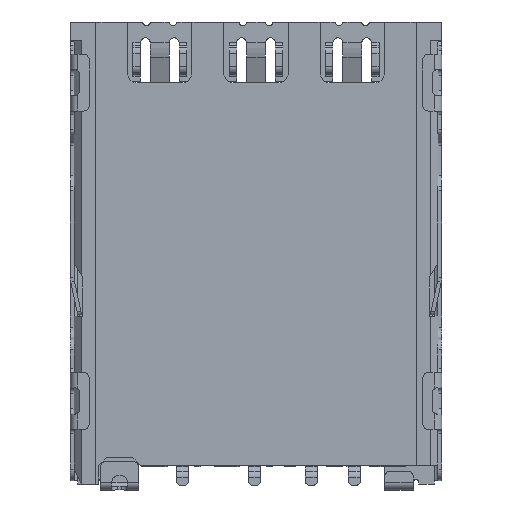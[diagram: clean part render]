
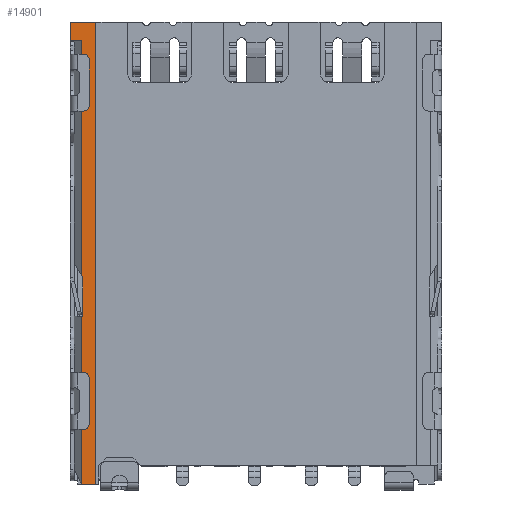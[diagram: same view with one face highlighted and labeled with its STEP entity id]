
A CAD part, front view. The second image highlights one B-rep face of the part: STEP entity #14901.
In plain terms, the highlighted planar face has unit normal (0, -1, 0).
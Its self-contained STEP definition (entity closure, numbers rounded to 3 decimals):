
#12 = VERTEX_POINT ( 'NONE', #17203 ) ;
#120 = VERTEX_POINT ( 'NONE', #10131 ) ;
#272 = VECTOR ( 'NONE', #7983, 1000. ) ;
#1196 = DIRECTION ( 'NONE',  ( 1., 0., 0. ) ) ;
#1338 = CARTESIAN_POINT ( 'NONE',  ( -4.607, 0.15, 6.175 ) ) ;
#1809 = VERTEX_POINT ( 'NONE', #21563 ) ;
#2211 = EDGE_CURVE ( 'NONE', #25611, #13545, #21980, .T. ) ;
#2398 = EDGE_CURVE ( 'NONE', #1809, #120, #6837, .T. ) ;
#2588 = VECTOR ( 'NONE', #15548, 1000. ) ;
#3068 = LINE ( 'NONE', #10784, #12695 ) ;
#3189 = CARTESIAN_POINT ( 'NONE',  ( -4.6, 0.15, -0.524 ) ) ;
#3608 = ORIENTED_EDGE ( 'NONE', *, *, #2211, .F. ) ;
#3846 = VERTEX_POINT ( 'NONE', #18444 ) ;
#3951 = VECTOR ( 'NONE', #19153, 1000. ) ;
#5198 = ORIENTED_EDGE ( 'NONE', *, *, #5930, .F. ) ;
#5373 = ORIENTED_EDGE ( 'NONE', *, *, #27277, .T. ) ;
#5864 = CARTESIAN_POINT ( 'NONE',  ( 0., 0.15, 0. ) ) ;
#5930 = EDGE_CURVE ( 'NONE', #3846, #22665, #15424, .T. ) ;
#6660 = VECTOR ( 'NONE', #9106, 1000. ) ;
#6699 = VERTEX_POINT ( 'NONE', #29513 ) ;
#6837 = LINE ( 'NONE', #30234, #10185 ) ;
#6989 = CARTESIAN_POINT ( 'NONE',  ( -4.9, 0.15, 6.175 ) ) ;
#7104 = EDGE_CURVE ( 'NONE', #12, #6699, #9511, .T. ) ;
#7537 = CARTESIAN_POINT ( 'NONE',  ( 6.403, 0.15, 5.675 ) ) ;
#7840 = EDGE_CURVE ( 'NONE', #25611, #13897, #26578, .T. ) ;
#7983 = DIRECTION ( 'NONE',  ( -1., 0., 0. ) ) ;
#8707 = DIRECTION ( 'NONE',  ( -1., 0., 0. ) ) ;
#9106 = DIRECTION ( 'NONE',  ( 0., 0., -1. ) ) ;
#9348 = DIRECTION ( 'NONE',  ( -1., 0., 0. ) ) ;
#9511 = LINE ( 'NONE', #14121, #21355 ) ;
#9651 = CARTESIAN_POINT ( 'NONE',  ( -4.6, 0.15, 5.675 ) ) ;
#9773 = CARTESIAN_POINT ( 'NONE',  ( -4.568, 0.15, 0. ) ) ;
#9898 = ORIENTED_EDGE ( 'NONE', *, *, #7104, .T. ) ;
#10131 = CARTESIAN_POINT ( 'NONE',  ( -4.6, 0.15, -6.025 ) ) ;
#10185 = VECTOR ( 'NONE', #8707, 1000. ) ;
#10552 = EDGE_LOOP ( 'NONE', ( #19449, #28576, #19448, #9898, #5373, #16641, #16518, #5198, #24158, #3608 ) ) ;
#10784 = CARTESIAN_POINT ( 'NONE',  ( -3.671, 0.15, -2.127 ) ) ;
#10997 = CARTESIAN_POINT ( 'NONE',  ( -4.6, 0.15, -5.525 ) ) ;
#11657 = VECTOR ( 'NONE', #1196, 1000. ) ;
#12695 = VECTOR ( 'NONE', #28942, 1000. ) ;
#13114 = DIRECTION ( 'NONE',  ( 1., 0., 0. ) ) ;
#13545 = VERTEX_POINT ( 'NONE', #19711 ) ;
#13897 = VERTEX_POINT ( 'NONE', #3189 ) ;
#14121 = CARTESIAN_POINT ( 'NONE',  ( 0., 0.15, -1.591 ) ) ;
#14901 = ADVANCED_FACE ( 'NONE', ( #24787 ), #29413, .T. ) ;
#15254 = CARTESIAN_POINT ( 'NONE',  ( -4.225, 0.15, -5.525 ) ) ;
#15424 = LINE ( 'NONE', #1338, #11657 ) ;
#15548 = DIRECTION ( 'NONE',  ( 0., 0., 1. ) ) ;
#16518 = ORIENTED_EDGE ( 'NONE', *, *, #22318, .T. ) ;
#16641 = ORIENTED_EDGE ( 'NONE', *, *, #2398, .F. ) ;
#16772 = CARTESIAN_POINT ( 'NONE',  ( -4.225, 0.15, 6.175 ) ) ;
#17203 = CARTESIAN_POINT ( 'NONE',  ( -4.568, 0.15, -1.591 ) ) ;
#18086 = DIRECTION ( 'NONE',  ( 0., 0., 1. ) ) ;
#18444 = CARTESIAN_POINT ( 'NONE',  ( -4.9, 0.15, 6.175 ) ) ;
#19153 = DIRECTION ( 'NONE',  ( 0., 0., -1. ) ) ;
#19448 = ORIENTED_EDGE ( 'NONE', *, *, #20844, .T. ) ;
#19449 = ORIENTED_EDGE ( 'NONE', *, *, #7840, .T. ) ;
#19711 = CARTESIAN_POINT ( 'NONE',  ( -4.9, 0.15, 5.675 ) ) ;
#20844 = EDGE_CURVE ( 'NONE', #21638, #12, #21437, .T. ) ;
#21122 = CARTESIAN_POINT ( 'NONE',  ( -4.568, 0.15, -0.578 ) ) ;
#21355 = VECTOR ( 'NONE', #9348, 1000. ) ;
#21437 = LINE ( 'NONE', #9773, #3951 ) ;
#21563 = CARTESIAN_POINT ( 'NONE',  ( -4.225, 0.15, -6.025 ) ) ;
#21638 = VERTEX_POINT ( 'NONE', #21122 ) ;
#21980 = LINE ( 'NONE', #7537, #272 ) ;
#22175 = DIRECTION ( 'NONE',  ( 0., -1., 0. ) ) ;
#22306 = LINE ( 'NONE', #15254, #2588 ) ;
#22318 = EDGE_CURVE ( 'NONE', #1809, #22665, #22306, .T. ) ;
#22665 = VERTEX_POINT ( 'NONE', #16772 ) ;
#22796 = VECTOR ( 'NONE', #26980, 1000. ) ;
#23391 = CARTESIAN_POINT ( 'NONE',  ( -4.6, 0.15, -5.525 ) ) ;
#23623 = AXIS2_PLACEMENT_3D ( 'NONE', #5864, #22175, #13114 ) ;
#24158 = ORIENTED_EDGE ( 'NONE', *, *, #25833, .F. ) ;
#24787 = FACE_OUTER_BOUND ( 'NONE', #10552, .T. ) ;
#25142 = LINE ( 'NONE', #6989, #28847 ) ;
#25611 = VERTEX_POINT ( 'NONE', #9651 ) ;
#25833 = EDGE_CURVE ( 'NONE', #13545, #3846, #25142, .T. ) ;
#26507 = EDGE_CURVE ( 'NONE', #13897, #21638, #3068, .T. ) ;
#26578 = LINE ( 'NONE', #23391, #6660 ) ;
#26980 = DIRECTION ( 'NONE',  ( 0., 0., -1. ) ) ;
#27277 = EDGE_CURVE ( 'NONE', #6699, #120, #29301, .T. ) ;
#28576 = ORIENTED_EDGE ( 'NONE', *, *, #26507, .T. ) ;
#28847 = VECTOR ( 'NONE', #18086, 1000. ) ;
#28942 = DIRECTION ( 'NONE',  ( 0.501, 0., -0.865 ) ) ;
#29301 = LINE ( 'NONE', #10997, #22796 ) ;
#29413 = PLANE ( 'NONE',  #23623 ) ;
#29513 = CARTESIAN_POINT ( 'NONE',  ( -4.6, 0.15, -1.591 ) ) ;
#30234 = CARTESIAN_POINT ( 'NONE',  ( -4.225, 0.15, -6.025 ) ) ;
